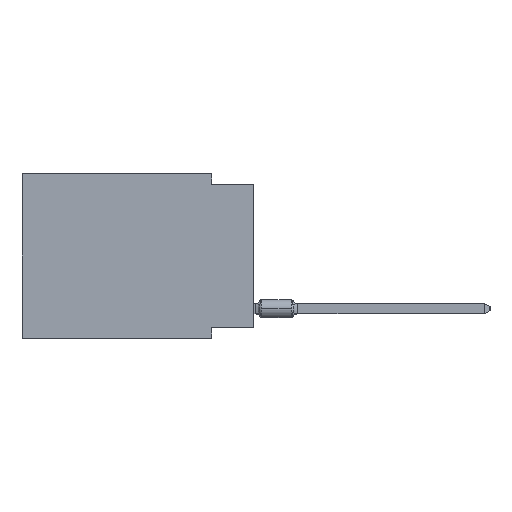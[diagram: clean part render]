
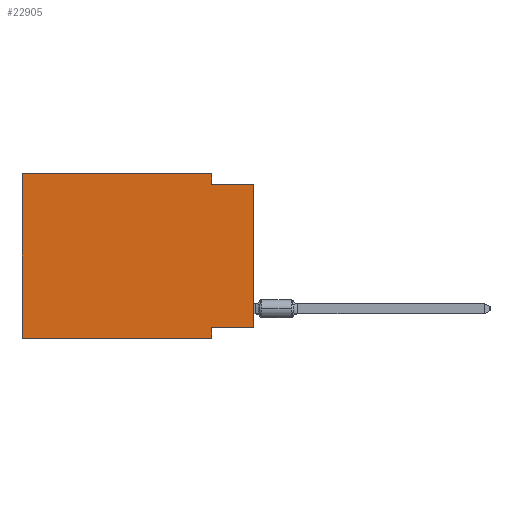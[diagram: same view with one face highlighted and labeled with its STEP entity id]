
A CAD part, left-side view. The second image highlights one B-rep face of the part: STEP entity #22905.
In plain terms, the highlighted planar face has unit normal (-1, 0, 0).
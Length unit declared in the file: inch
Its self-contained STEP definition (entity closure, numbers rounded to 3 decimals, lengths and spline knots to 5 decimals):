
#1234 = CARTESIAN_POINT ( 'NONE',  ( 0., 0.1, -0.39 ) ) ;
#1829 = CARTESIAN_POINT ( 'NONE',  ( 0., 0.1, 0. ) ) ;
#2163 = CARTESIAN_POINT ( 'NONE',  ( 0., 0.55, 0. ) ) ;
#2330 = CARTESIAN_POINT ( 'NONE',  ( 0., 0.55, 0. ) ) ;
#3595 = VERTEX_POINT ( 'NONE', #74748 ) ;
#4385 = CARTESIAN_POINT ( 'NONE',  ( 0., 0.1, -0.39 ) ) ;
#4624 = CARTESIAN_POINT ( 'NONE',  ( 0., 0., -0.365 ) ) ;
#5184 = VERTEX_POINT ( 'NONE', #1829 ) ;
#5761 = ORIENTED_EDGE ( 'NONE', *, *, #53001, .F. ) ;
#9210 = VERTEX_POINT ( 'NONE', #2330 ) ;
#14518 = CARTESIAN_POINT ( 'NONE',  ( 0., 0., -0.025 ) ) ;
#15777 = LINE ( 'NONE', #67259, #22914 ) ;
#16900 = VERTEX_POINT ( 'NONE', #61082 ) ;
#18765 = VECTOR ( 'NONE', #62402, 39.37008 ) ;
#19180 = DIRECTION ( 'NONE',  ( 1., 0., 0. ) ) ;
#20754 = LINE ( 'NONE', #48803, #18765 ) ;
#21505 = EDGE_CURVE ( 'NONE', #9210, #5184, #80708, .T. ) ;
#22397 = VECTOR ( 'NONE', #54275, 39.37008 ) ;
#22905 = ADVANCED_FACE ( 'NONE', ( #71863 ), #65708, .F. ) ;
#22914 = VECTOR ( 'NONE', #40471, 39.37008 ) ;
#24781 = VECTOR ( 'NONE', #25401, 39.37008 ) ;
#25178 = VERTEX_POINT ( 'NONE', #4624 ) ;
#25401 = DIRECTION ( 'NONE',  ( 0., 0., -1. ) ) ;
#26314 = VECTOR ( 'NONE', #35901, 39.37008 ) ;
#26674 = VERTEX_POINT ( 'NONE', #50594 ) ;
#26718 = VECTOR ( 'NONE', #85098, 39.37008 ) ;
#27007 = VERTEX_POINT ( 'NONE', #61071 ) ;
#28090 = LINE ( 'NONE', #14518, #37672 ) ;
#30166 = VECTOR ( 'NONE', #59768, 39.37008 ) ;
#32579 = LINE ( 'NONE', #61083, #30166 ) ;
#35901 = DIRECTION ( 'NONE',  ( 0., -1., 0. ) ) ;
#36062 = ORIENTED_EDGE ( 'NONE', *, *, #21505, .F. ) ;
#37672 = VECTOR ( 'NONE', #81633, 39.37008 ) ;
#37843 = EDGE_CURVE ( 'NONE', #16900, #73627, #57901, .T. ) ;
#40471 = DIRECTION ( 'NONE',  ( 0., -1., 0. ) ) ;
#46000 = LINE ( 'NONE', #71486, #26718 ) ;
#47454 = ORIENTED_EDGE ( 'NONE', *, *, #37843, .F. ) ;
#48048 = ORIENTED_EDGE ( 'NONE', *, *, #62165, .F. ) ;
#48803 = CARTESIAN_POINT ( 'NONE',  ( 0., 0.55, 0. ) ) ;
#50110 = AXIS2_PLACEMENT_3D ( 'NONE', #79301, #19180, #52104 ) ;
#50594 = CARTESIAN_POINT ( 'NONE',  ( 0., 0.55, -0.39 ) ) ;
#52104 = DIRECTION ( 'NONE',  ( 0., 0., -1. ) ) ;
#53001 = EDGE_CURVE ( 'NONE', #5184, #27007, #46000, .T. ) ;
#54275 = DIRECTION ( 'NONE',  ( 0., 0., 1. ) ) ;
#57901 = LINE ( 'NONE', #4385, #24781 ) ;
#59768 = DIRECTION ( 'NONE',  ( 0., 1., 0. ) ) ;
#61071 = CARTESIAN_POINT ( 'NONE',  ( 0., 0.1, -0.025 ) ) ;
#61082 = CARTESIAN_POINT ( 'NONE',  ( 0., 0.1, -0.365 ) ) ;
#61083 = CARTESIAN_POINT ( 'NONE',  ( 0., 0., -0.365 ) ) ;
#62165 = EDGE_CURVE ( 'NONE', #27007, #3595, #28090, .T. ) ;
#62402 = DIRECTION ( 'NONE',  ( 0., 0., 1. ) ) ;
#63186 = ORIENTED_EDGE ( 'NONE', *, *, #77875, .F. ) ;
#65299 = EDGE_CURVE ( 'NONE', #25178, #3595, #67451, .T. ) ;
#65708 = PLANE ( 'NONE',  #50110 ) ;
#67259 = CARTESIAN_POINT ( 'NONE',  ( 0., 0.55, -0.39 ) ) ;
#67451 = LINE ( 'NONE', #74027, #22397 ) ;
#71486 = CARTESIAN_POINT ( 'NONE',  ( 0., 0.1, 0. ) ) ;
#71863 = FACE_OUTER_BOUND ( 'NONE', #76837, .T. ) ;
#73627 = VERTEX_POINT ( 'NONE', #1234 ) ;
#74027 = CARTESIAN_POINT ( 'NONE',  ( 0., 0., 0. ) ) ;
#74220 = ORIENTED_EDGE ( 'NONE', *, *, #76516, .T. ) ;
#74748 = CARTESIAN_POINT ( 'NONE',  ( 0., 0., -0.025 ) ) ;
#76516 = EDGE_CURVE ( 'NONE', #26674, #73627, #15777, .T. ) ;
#76837 = EDGE_LOOP ( 'NONE', ( #83914, #48048, #5761, #36062, #63186, #74220, #47454, #83773 ) ) ;
#77875 = EDGE_CURVE ( 'NONE', #26674, #9210, #20754, .T. ) ;
#78678 = EDGE_CURVE ( 'NONE', #25178, #16900, #32579, .T. ) ;
#79301 = CARTESIAN_POINT ( 'NONE',  ( 0., 0.55, 0. ) ) ;
#80708 = LINE ( 'NONE', #2163, #26314 ) ;
#81633 = DIRECTION ( 'NONE',  ( 0., -1., 0. ) ) ;
#83773 = ORIENTED_EDGE ( 'NONE', *, *, #78678, .F. ) ;
#83914 = ORIENTED_EDGE ( 'NONE', *, *, #65299, .T. ) ;
#85098 = DIRECTION ( 'NONE',  ( 0., 0., -1. ) ) ;
